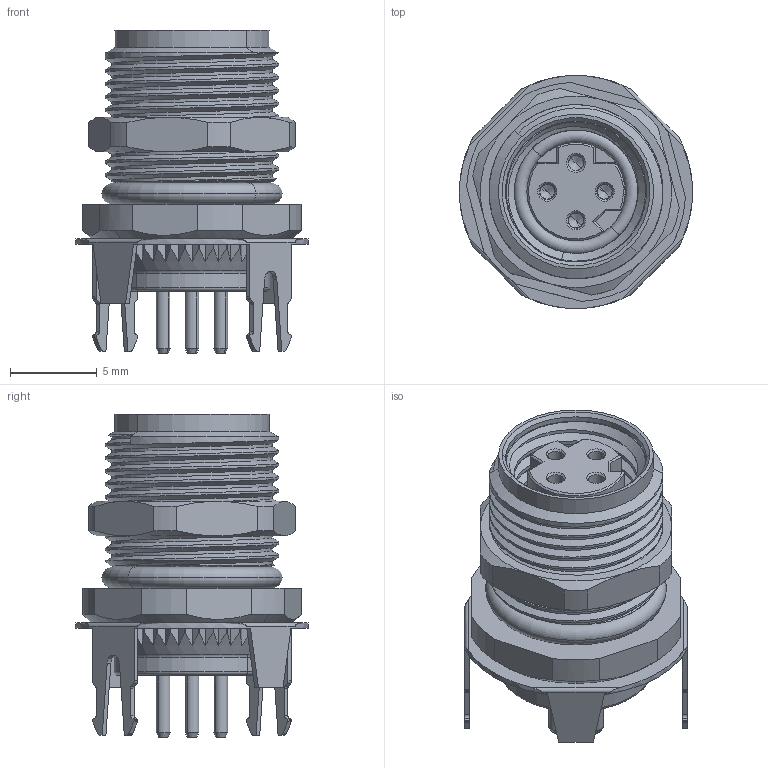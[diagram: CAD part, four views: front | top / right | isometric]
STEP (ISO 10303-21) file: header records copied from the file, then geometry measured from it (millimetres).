
FILE_DESCRIPTION((''),'2;1');
FILE_NAME('D-CODED-4P-K1T_PD','2025-09-08T',('gongcheng16'),(''),'PRO/ENGINEER BY PARAMETRIC TECHNOLOGY CORPORATION, 2010280','PRO/ENGINEER BY PARAMETRIC TECHNOLOGY CORPORATION, 2010280','');
FILE_SCHEMA(('CONFIG_CONTROL_DESIGN'));
Products named in the file (1): D-CODED-4P-K1T_PD
Bounding box: 13.4 x 13.4 x 18.6 mm (x, y, z)
Volume: 243.1 mm3; surface area: 13400 mm2
Topology: 1 solids, 111 shells, 1898 faces, 7157 edges, 5371 vertices
Faces by surface type: cylinder 662, plane 657, cone 356, bspline 129, torus 94
Entity records: 124897 total; most frequent: CARTESIAN_POINT 67560, ORIENTED_EDGE 11486, DIRECTION 11209, EDGE_CURVE 7149, VERTEX_POINT 5371, AXIS2_PLACEMENT_3D 4218, VECTOR 2773, LINE 2773
